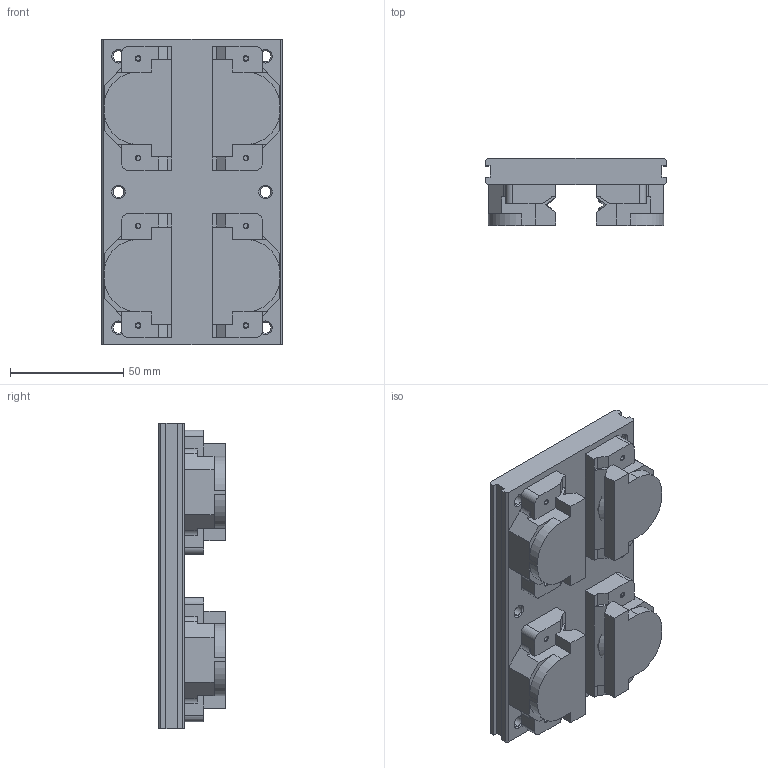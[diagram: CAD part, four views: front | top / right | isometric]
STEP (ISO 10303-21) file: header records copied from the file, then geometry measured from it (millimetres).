
FILE_DESCRIPTION (( 'STEP AP203' ), '1' );
FILE_NAME ('LVC-25.step', '2024-06-11T15:40:05', ( '' ), ( '' ), 'SwSTEP 2.0', 'SolidWorks 2023', '' );
FILE_SCHEMA (( 'CONFIG_CONTROL_DESIGN' ));
Length unit declared in the file: millimetre
Products named in the file (1): LVC-25
Bounding box: 80 x 29.5 x 135 mm (x, y, z)
Volume: 221099.1 mm3; surface area: 68427.8 mm2
Topology: 17 solids, 17 shells, 760 faces, 1836 edges, 1152 vertices
Faces by surface type: plane 396, cylinder 180, cone 136, bspline 48
Entity records: 23293 total; most frequent: CARTESIAN_POINT 5349, DIRECTION 3766, ORIENTED_EDGE 3640, EDGE_CURVE 1820, AXIS2_PLACEMENT_3D 1329, VERTEX_POINT 1152, VECTOR 1108, LINE 1108
